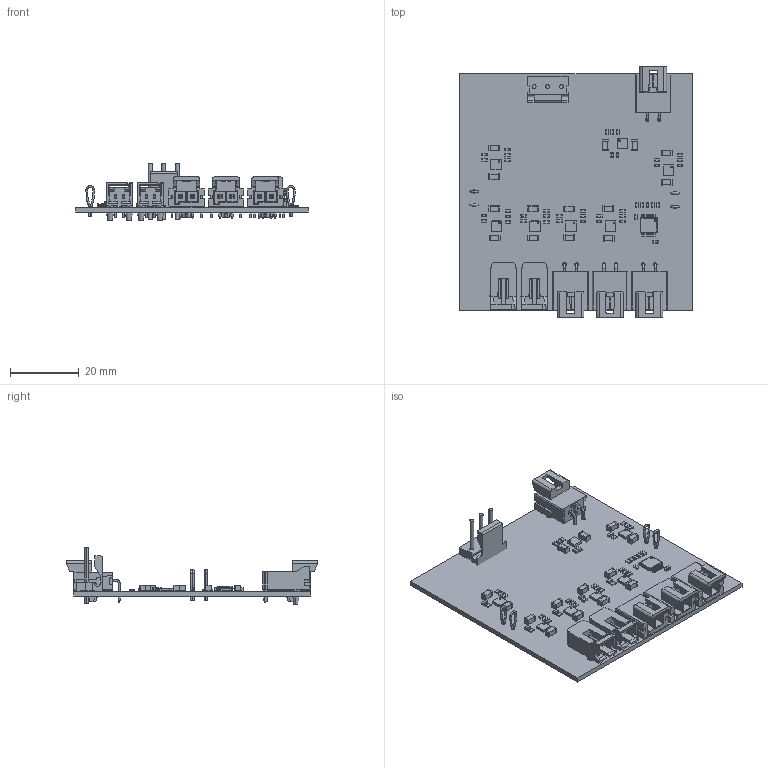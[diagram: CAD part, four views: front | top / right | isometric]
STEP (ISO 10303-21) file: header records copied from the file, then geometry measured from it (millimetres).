
FILE_DESCRIPTION(('KiCad electronic assembly'),'2;1');
FILE_NAME('Connector_Extension_Board_V1.0.step','2025-12-29T20:37:00',( 'Pcbnew'),('Kicad'),'Open CASCADE STEP processor 7.8', 'KiCad to STEP converter','Unknown');
FILE_SCHEMA(('AUTOMOTIVE_DESIGN { 1 0 10303 214 1 1 1 1 }'));
Length unit declared in the file: millimetre
Products named in the file (11): Connector_Extension_Board_V1.0 1; TestPoint_Loop_D2.50mm_Drill1.0mm; DFN-10-1EP_3x3mm_P0.5mm_EP1.55x2.48mm; R_0603_1608Metric; C_1206_3216Metric; 5-104361-1; TPS1HC30BQPWPRQ1; 1723103102; C_0603_1608Metric; 640388-3; Connector_Extension_Board_V1.0_PCB
Assembly tree (76 placements, depth 2):
  Connector_Extension_Board_V1.0 1
    TestPoint_Loop_D2.50mm_Drill1.0mm  x4
    DFN-10-1EP_3x3mm_P0.5mm_EP1.55x2.48mm  x7
    R_0603_1608Metric  x34
    C_1206_3216Metric  x14
    5-104361-1  x2
    TPS1HC30BQPWPRQ1
    1723103102  x4
    C_0603_1608Metric  x8
    640388-3
    Connector_Extension_Board_V1.0_PCB
Bounding box: 67.65 x 73.01 x 16.77 mm (x, y, z)
Volume: 9912.9 mm3; surface area: 17128.7 mm2
Topology: 92 solids, 92 shells, 3938 faces, 10554 edges, 6902 vertices
Faces by surface type: plane 2764, cylinder 1090, cone 64, bspline 16, torus 4
Full cylindrical faces by diameter (mm): 0.3 x12, 0.5 x15, 1 x8, 1.02 x8, 1.6 x3, 1.753 x8, 2.36 x4, 3.05 x4
Entity records: 35015 total; most frequent: CARTESIAN_POINT 7471, DIRECTION 5110, ORIENTED_EDGE 5110, EDGE_CURVE 2555, LINE 1944, VECTOR 1944, VERTEX_POINT 1668, AXIS2_PLACEMENT_3D 1583
